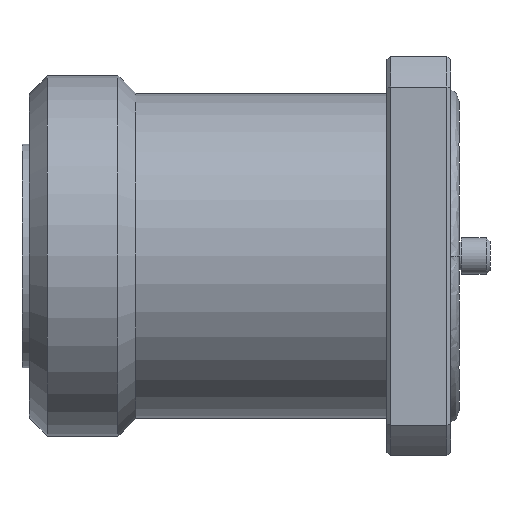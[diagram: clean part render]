
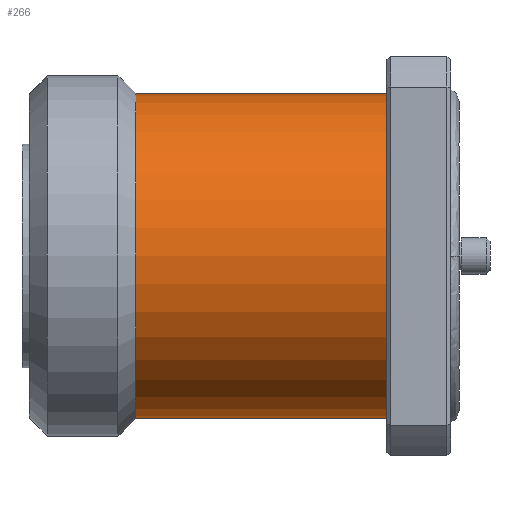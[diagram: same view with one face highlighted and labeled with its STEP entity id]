
A CAD part, front view. The second image highlights one B-rep face of the part: STEP entity #266.
In plain terms, the highlighted cylindrical face has radius 13 mm (diameter 26 mm), a partial arc.
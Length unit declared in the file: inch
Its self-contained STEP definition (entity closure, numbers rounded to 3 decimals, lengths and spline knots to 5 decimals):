
#56 = CIRCLE ( 'NONE', #1078, 0.51181 ) ;
#95 = CARTESIAN_POINT ( 'NONE',  ( 1.14961, 0., 0. ) ) ;
#135 = DIRECTION ( 'NONE',  ( -1., 0., 0. ) ) ;
#147 = CIRCLE ( 'NONE', #2515, 0.51181 ) ;
#266 = ADVANCED_FACE ( 'NONE', ( #4945 ), #2176, .T. ) ;
#561 = CARTESIAN_POINT ( 'NONE',  ( 1.54813, 0., 0.51181 ) ) ;
#841 = DIRECTION ( 'NONE',  ( 0., 0., 1. ) ) ;
#893 = CARTESIAN_POINT ( 'NONE',  ( 0.35827, 0., -0.51181 ) ) ;
#967 = ORIENTED_EDGE ( 'NONE', *, *, #3215, .T. ) ;
#968 = DIRECTION ( 'NONE',  ( -1., 0., 0. ) ) ;
#993 = ORIENTED_EDGE ( 'NONE', *, *, #4284, .T. ) ;
#1052 = ORIENTED_EDGE ( 'NONE', *, *, #3685, .T. ) ;
#1078 = AXIS2_PLACEMENT_3D ( 'NONE', #2638, #4240, #841 ) ;
#1299 = LINE ( 'NONE', #3260, #4859 ) ;
#1491 = VERTEX_POINT ( 'NONE', #1660 ) ;
#1622 = VERTEX_POINT ( 'NONE', #4457 ) ;
#1660 = CARTESIAN_POINT ( 'NONE',  ( 0.35827, 0., 0.51181 ) ) ;
#2020 = CARTESIAN_POINT ( 'NONE',  ( 1.14961, 0., -0.51181 ) ) ;
#2176 = CYLINDRICAL_SURFACE ( 'NONE', #2579, 0.51181 ) ;
#2250 = VECTOR ( 'NONE', #135, 39.37008 ) ;
#2515 = AXIS2_PLACEMENT_3D ( 'NONE', #95, #4556, #2574 ) ;
#2545 = LINE ( 'NONE', #561, #2250 ) ;
#2574 = DIRECTION ( 'NONE',  ( 0., 0., 1. ) ) ;
#2579 = AXIS2_PLACEMENT_3D ( 'NONE', #4285, #968, #2629 ) ;
#2629 = DIRECTION ( 'NONE',  ( 0., 0., 1. ) ) ;
#2638 = CARTESIAN_POINT ( 'NONE',  ( 0.35827, 0., 0. ) ) ;
#2859 = VERTEX_POINT ( 'NONE', #2020 ) ;
#3133 = ORIENTED_EDGE ( 'NONE', *, *, #3939, .F. ) ;
#3215 = EDGE_CURVE ( 'NONE', #1491, #4150, #56, .T. ) ;
#3260 = CARTESIAN_POINT ( 'NONE',  ( 1.54813, 0., -0.51181 ) ) ;
#3671 = EDGE_LOOP ( 'NONE', ( #3133, #993, #1052, #967 ) ) ;
#3685 = EDGE_CURVE ( 'NONE', #1622, #1491, #2545, .T. ) ;
#3694 = DIRECTION ( 'NONE',  ( -1., 0., 0. ) ) ;
#3939 = EDGE_CURVE ( 'NONE', #2859, #4150, #1299, .T. ) ;
#4150 = VERTEX_POINT ( 'NONE', #893 ) ;
#4240 = DIRECTION ( 'NONE',  ( 1., 0., 0. ) ) ;
#4284 = EDGE_CURVE ( 'NONE', #2859, #1622, #147, .T. ) ;
#4285 = CARTESIAN_POINT ( 'NONE',  ( 1.54813, 0., 0. ) ) ;
#4457 = CARTESIAN_POINT ( 'NONE',  ( 1.14961, 0., 0.51181 ) ) ;
#4556 = DIRECTION ( 'NONE',  ( -1., 0., 0. ) ) ;
#4859 = VECTOR ( 'NONE', #3694, 39.37008 ) ;
#4945 = FACE_OUTER_BOUND ( 'NONE', #3671, .T. ) ;
